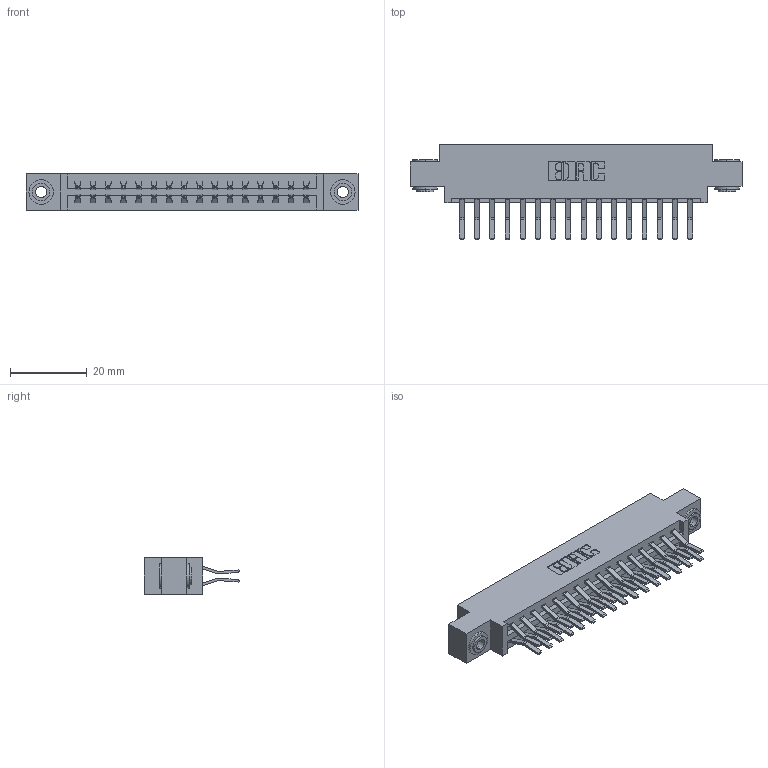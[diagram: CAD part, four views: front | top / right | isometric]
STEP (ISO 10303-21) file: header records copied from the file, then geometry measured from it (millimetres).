
FILE_DESCRIPTION (( 'STEP AP203' ), '1' );
FILE_NAME ('387-032-560-803.STEP', '2018-09-18T08:56:42', ( '' ), ( '' ), 'SwSTEP 2.0', 'SolidWorks 2016', '' );
FILE_SCHEMA (( 'CONFIG_CONTROL_DESIGN' ));
Length unit declared in the file: inch
Products named in the file (4): 337 Part_0.170 Offset - 0.156 Dia-TH; 345-292-001_560 Tail; 345-250-002_345-250-002-102; 387-032-560-803
Assembly tree (35 placements, depth 2):
  387-032-560-803
    337 Part_0.170 Offset - 0.156 Dia-TH
    345-292-001_560 Tail  x32
    345-250-002_345-250-002-102  x2
Bounding box: 86.41 x 24.78 x 9.4 mm (x, y, z)
Volume: 8872.2 mm3; surface area: 10716.8 mm2
Topology: 35 solids, 35 shells, 1948 faces, 5743 edges, 3782 vertices
Faces by surface type: plane 1300, cylinder 640, cone 8
Entity records: 16638 total; most frequent: CARTESIAN_POINT 2801, ORIENTED_EDGE 2730, DIRECTION 2467, EDGE_CURVE 1365, VECTOR 1209, LINE 1209, VERTEX_POINT 906, AXIS2_PLACEMENT_3D 629
